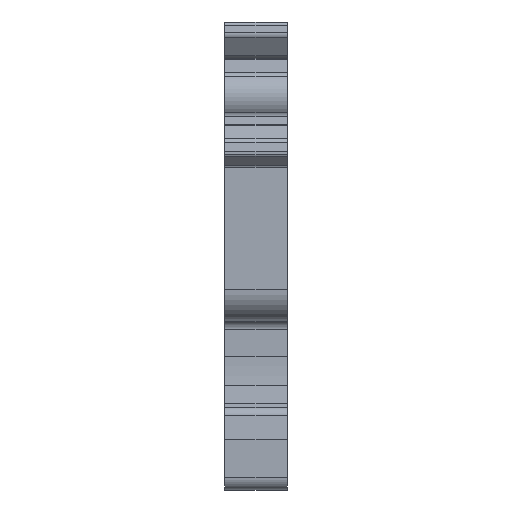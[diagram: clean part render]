
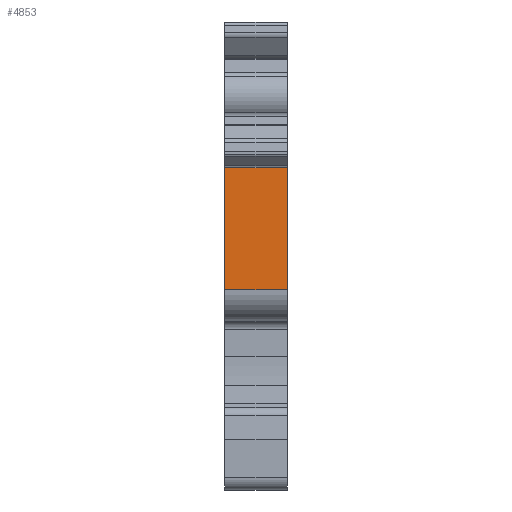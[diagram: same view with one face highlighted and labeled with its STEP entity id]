
A CAD part, left-side view. The second image highlights one B-rep face of the part: STEP entity #4853.
In plain terms, the highlighted planar face has unit normal (-1, 0, 0).
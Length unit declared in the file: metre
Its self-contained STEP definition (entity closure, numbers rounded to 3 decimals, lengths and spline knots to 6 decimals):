
#397=FACE_OUTER_BOUND('',#648,.T.);
#648=EDGE_LOOP('',(#3415,#3416,#3417,#3418));
#1021=LINE('',#7503,#1508);
#1054=LINE('',#7611,#1541);
#1057=LINE('',#7619,#1544);
#1058=LINE('',#7620,#1545);
#1508=VECTOR('',#5969,0.009754);
#1541=VECTOR('',#6058,0.005);
#1544=VECTOR('',#6067,0.009754);
#1545=VECTOR('',#6068,0.005);
#2070=VERTEX_POINT('',#7500);
#2071=VERTEX_POINT('',#7502);
#2118=VERTEX_POINT('',#7609);
#2120=VERTEX_POINT('',#7618);
#2573=EDGE_CURVE('',#2070,#2071,#1021,.T.);
#2628=EDGE_CURVE('',#2070,#2118,#1054,.T.);
#2632=EDGE_CURVE('',#2118,#2120,#1057,.T.);
#2633=EDGE_CURVE('',#2071,#2120,#1058,.T.);
#3415=ORIENTED_EDGE('',*,*,#2632,.T.);
#3416=ORIENTED_EDGE('',*,*,#2633,.F.);
#3417=ORIENTED_EDGE('',*,*,#2573,.F.);
#3418=ORIENTED_EDGE('',*,*,#2628,.T.);
#4463=PLANE('',#5227);
#4853=ADVANCED_FACE('',(#397),#4463,.F.);
#5227=AXIS2_PLACEMENT_3D('',#7617,#6065,#6066);
#5969=DIRECTION('',(0.,0.,1.));
#6058=DIRECTION('',(0.,-1.,0.));
#6065=DIRECTION('center_axis',(1.,0.,0.));
#6066=DIRECTION('ref_axis',(0.,0.,-1.));
#6067=DIRECTION('',(0.,0.,1.));
#6068=DIRECTION('',(0.,-1.,0.));
#7500=CARTESIAN_POINT('',(-0.04075,0.005,0.008734));
#7502=CARTESIAN_POINT('',(-0.04075,0.005,0.018488));
#7503=CARTESIAN_POINT('',(-0.04075,0.005,0.008734));
#7609=CARTESIAN_POINT('',(-0.04075,0.,0.008734));
#7611=CARTESIAN_POINT('',(-0.04075,0.005,0.008734));
#7617=CARTESIAN_POINT('Origin',(-0.04075,0.00495,0.008734));
#7618=CARTESIAN_POINT('',(-0.04075,0.,0.018488));
#7619=CARTESIAN_POINT('',(-0.04075,0.,0.008734));
#7620=CARTESIAN_POINT('',(-0.04075,0.005,0.018488));
